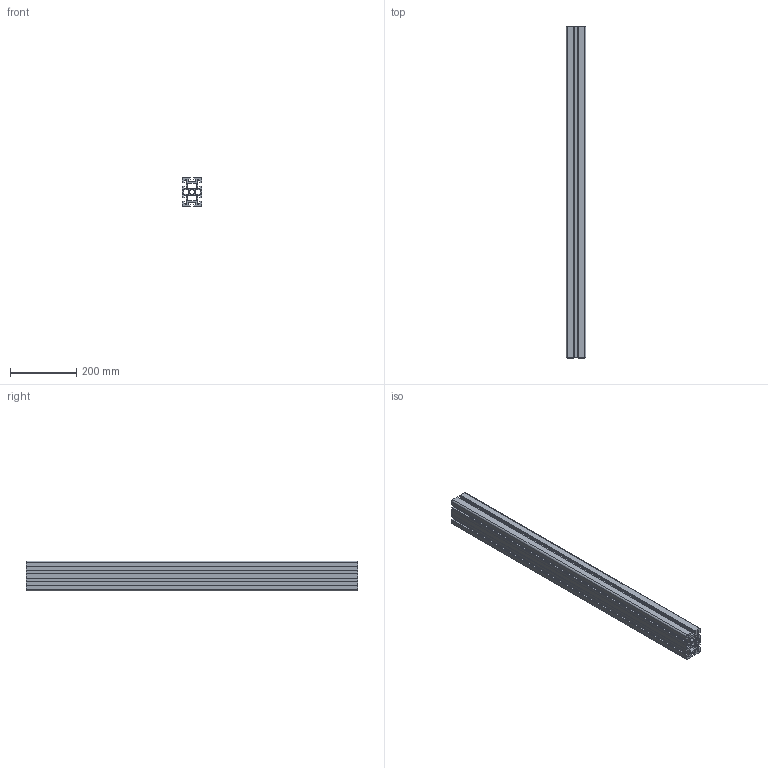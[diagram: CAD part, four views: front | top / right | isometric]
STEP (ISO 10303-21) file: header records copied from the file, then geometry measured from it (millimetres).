
FILE_DESCRIPTION(('STEP AP203'),'1');
FILE_NAME('BASE10B0091.stp','2023-10-13T09:55:34',(' '),(' '),'Spatial InterOp 3D',' ',' ');
FILE_SCHEMA(('CONFIG_CONTROL_DESIGN'));
Length unit declared in the file: millimetre
Products named in the file (1): Profilé 10 90x60 lourd
Bounding box: 60 x 1000 x 90 mm (x, y, z)
Volume: 2564369.7 mm3; surface area: 952223.8 mm2
Topology: 1 solids, 1 shells, 155 faces, 460 edges, 307 vertices
Faces by surface type: plane 106, cylinder 49
Full cylindrical faces by diameter (mm): 15 x1
Entity records: 5308 total; most frequent: CARTESIAN_POINT 920, ORIENTED_EDGE 916, DIRECTION 868, EDGE_CURVE 458, LINE 360, VECTOR 360, VERTEX_POINT 306, AXIS2_PLACEMENT_3D 254
